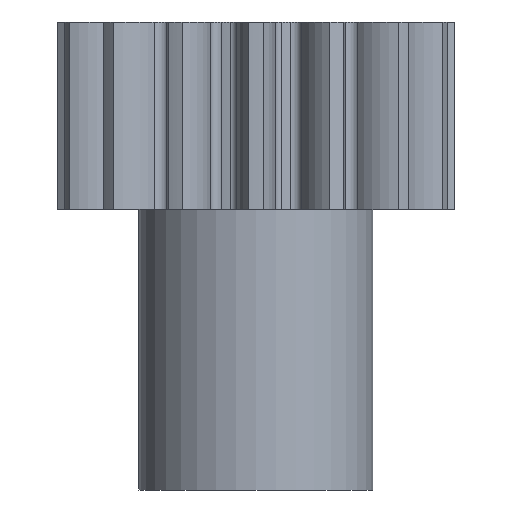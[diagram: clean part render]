
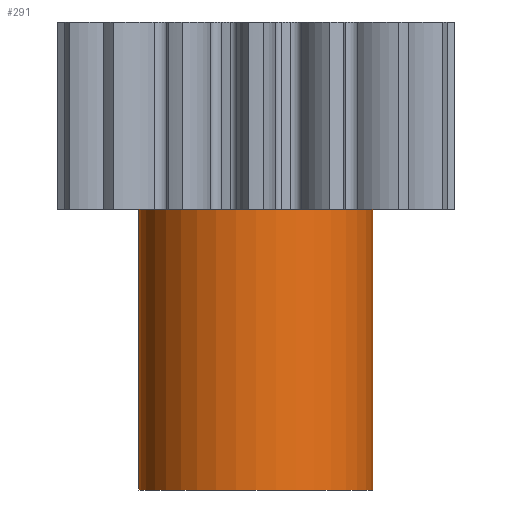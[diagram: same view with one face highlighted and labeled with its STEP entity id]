
A CAD part, front view. The second image highlights one B-rep face of the part: STEP entity #291.
In plain terms, the highlighted cylindrical face has radius 25 mm (diameter 50 mm), a partial arc.
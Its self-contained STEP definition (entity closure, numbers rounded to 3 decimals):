
#290 = ORIENTED_EDGE ( 'NONE', *, *, #292, .T. ) ;
#291 = ADVANCED_FACE ( 'NONE', ( #339 ), #397, .T. ) ;
#292 = EDGE_CURVE ( 'NONE', #3429, #3443, #399, .T. ) ;
#339 = FACE_OUTER_BOUND ( 'NONE', #2570, .T. ) ;
#382 = DIRECTION ( 'NONE',  ( 1., 0., 0. ) ) ;
#383 = AXIS2_PLACEMENT_3D ( 'NONE', #396, #393, #382 ) ;
#389 = DIRECTION ( 'NONE',  ( 1., 0., 0. ) ) ;
#390 = DIRECTION ( 'NONE',  ( 0., 0., 1. ) ) ;
#391 = CARTESIAN_POINT ( 'NONE',  ( 0., 0., -60. ) ) ;
#392 = AXIS2_PLACEMENT_3D ( 'NONE', #391, #390, #389 ) ;
#393 = DIRECTION ( 'NONE',  ( 0., 0., 1. ) ) ;
#396 = CARTESIAN_POINT ( 'NONE',  ( 0., 0., -60. ) ) ;
#397 = CYLINDRICAL_SURFACE ( 'NONE', #392, 25. ) ;
#399 = CIRCLE ( 'NONE', #383, 25. ) ;
#1808 = CARTESIAN_POINT ( 'NONE',  ( -25., 0., -60. ) ) ;
#1813 = CARTESIAN_POINT ( 'NONE',  ( -25., 0., -60. ) ) ;
#1814 = LINE ( 'NONE', #1813, #1859 ) ;
#1822 = DIRECTION ( 'NONE',  ( 0., 0., 1. ) ) ;
#1823 = CARTESIAN_POINT ( 'NONE',  ( 25., 0., -60. ) ) ;
#1828 = LINE ( 'NONE', #1823, #1832 ) ;
#1832 = VECTOR ( 'NONE', #1822, 1000. ) ;
#1855 = CARTESIAN_POINT ( 'NONE',  ( 25., 0., 0. ) ) ;
#1858 = DIRECTION ( 'NONE',  ( 0., 0., 1. ) ) ;
#1859 = VECTOR ( 'NONE', #1858, 1000. ) ;
#1867 = CARTESIAN_POINT ( 'NONE',  ( -25., 0., 0. ) ) ;
#1874 = CARTESIAN_POINT ( 'NONE',  ( 25., 0., -60. ) ) ;
#2136 = CIRCLE ( 'NONE', #2169, 25. ) ;
#2163 = DIRECTION ( 'NONE',  ( 1., 0., 0. ) ) ;
#2164 = DIRECTION ( 'NONE',  ( 0., 0., 1. ) ) ;
#2169 = AXIS2_PLACEMENT_3D ( 'NONE', #2170, #2164, #2163 ) ;
#2170 = CARTESIAN_POINT ( 'NONE',  ( 0., 0., 0. ) ) ;
#2558 = ORIENTED_EDGE ( 'NONE', *, *, #3494, .F. ) ;
#2561 = ORIENTED_EDGE ( 'NONE', *, *, #3419, .T. ) ;
#2570 = EDGE_LOOP ( 'NONE', ( #2582, #290, #2561, #2558 ) ) ;
#2582 = ORIENTED_EDGE ( 'NONE', *, *, #3432, .F. ) ;
#3419 = EDGE_CURVE ( 'NONE', #3443, #3436, #1828, .T. ) ;
#3429 = VERTEX_POINT ( 'NONE', #1808 ) ;
#3430 = VERTEX_POINT ( 'NONE', #1867 ) ;
#3432 = EDGE_CURVE ( 'NONE', #3429, #3430, #1814, .T. ) ;
#3436 = VERTEX_POINT ( 'NONE', #1855 ) ;
#3443 = VERTEX_POINT ( 'NONE', #1874 ) ;
#3494 = EDGE_CURVE ( 'NONE', #3430, #3436, #2136, .T. ) ;
